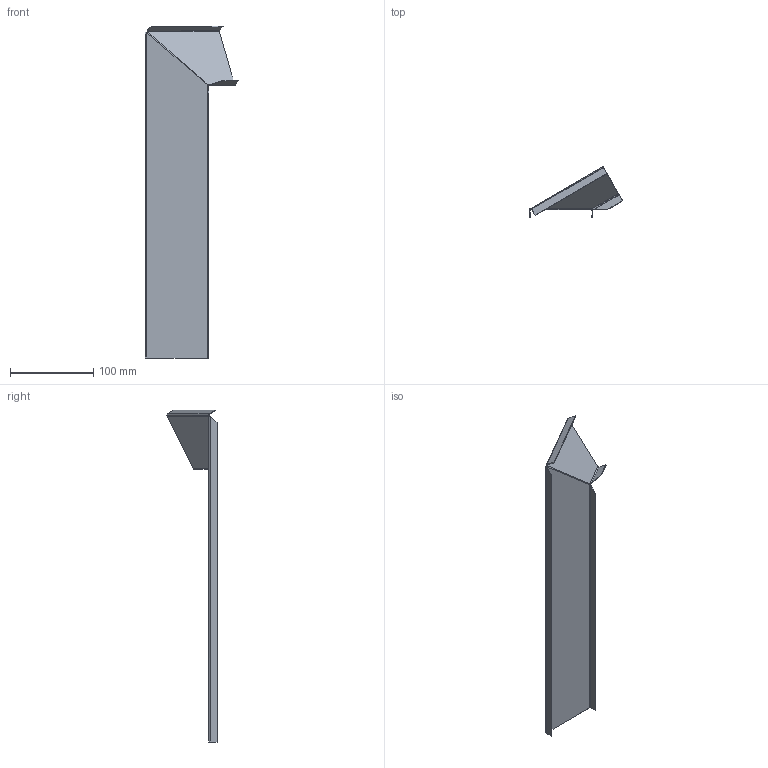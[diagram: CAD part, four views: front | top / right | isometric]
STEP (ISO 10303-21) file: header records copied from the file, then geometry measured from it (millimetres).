
FILE_DESCRIPTION (( 'STEP AP214' ), '1' );
FILE_NAME ('6287060.stp', '2016-06-20T05:56:19', ( '' ), ( '' ), 'SwSTEP 2.0', 'SolidWorks 2014', '' );
FILE_SCHEMA (( 'AUTOMOTIVE_DESIGN' ));
Length unit declared in the file: millimetre
Products named in the file (2): 078603_Standard; 6287060
Assembly tree (1 placements, depth 2):
  6287060
    078603_Standard
Bounding box: 112.53 x 60.33 x 399.98 mm (x, y, z)
Volume: 32195.7 mm3; surface area: 81351.5 mm2
Topology: 1 solids, 1 shells, 56 faces, 114 edges, 60 vertices
Faces by surface type: plane 35, cylinder 14, bspline 7
Entity records: 1728 total; most frequent: CARTESIAN_POINT 472, ORIENTED_EDGE 228, DIRECTION 216, EDGE_CURVE 114, AXIS2_PLACEMENT_3D 73, VECTOR 70, LINE 70, VERTEX_POINT 60
